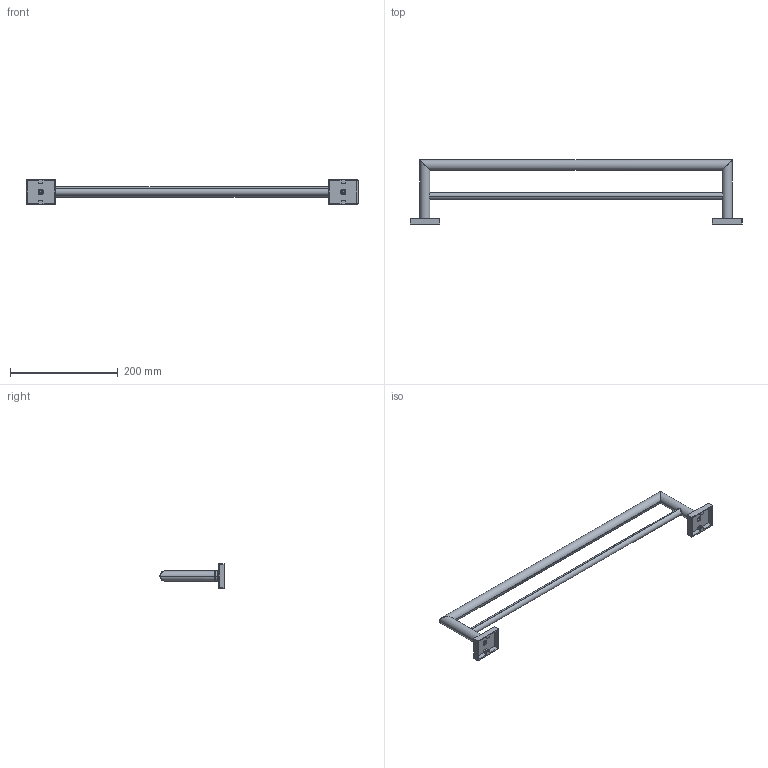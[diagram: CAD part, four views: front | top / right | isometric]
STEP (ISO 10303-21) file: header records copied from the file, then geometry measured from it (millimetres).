
FILE_DESCRIPTION (( 'STEP AP203' ), '1' );
FILE_NAME ('3124D.STEP', '2016-07-20T08:36:42', ( '迾輿躂瑞' ), ( 'WwW.YlmF.CoM' ), 'SwSTEP 2.0', 'SolidWorks 2012', '' );
FILE_SCHEMA (( 'CONFIG_CONTROL_DESIGN' ));
Length unit declared in the file: millimetre
Products named in the file (6): 31釱; 31等裝筵奪24; 31爾え; 31邧裝褐; 31邧裝綴筵奪24§; 3124D
Assembly tree (8 placements, depth 2):
  3124D
    31釱  x2
    31等裝筵奪24
    31爾え  x2
    31邧裝褐  x2
    31邧裝綴筵奪24§
Bounding box: 616 x 119 x 45 mm (x, y, z)
Volume: 58600.4 mm3; surface area: 148390.7 mm2
Topology: 8 solids, 8 shells, 142 faces, 374 edges, 248 vertices
Faces by surface type: plane 72, cylinder 62, cone 8
Entity records: 3283 total; most frequent: CARTESIAN_POINT 651, DIRECTION 409, ORIENTED_EDGE 398, EDGE_CURVE 199, AXIS2_PLACEMENT_3D 146, VERTEX_POINT 132, LINE 117, VECTOR 117
